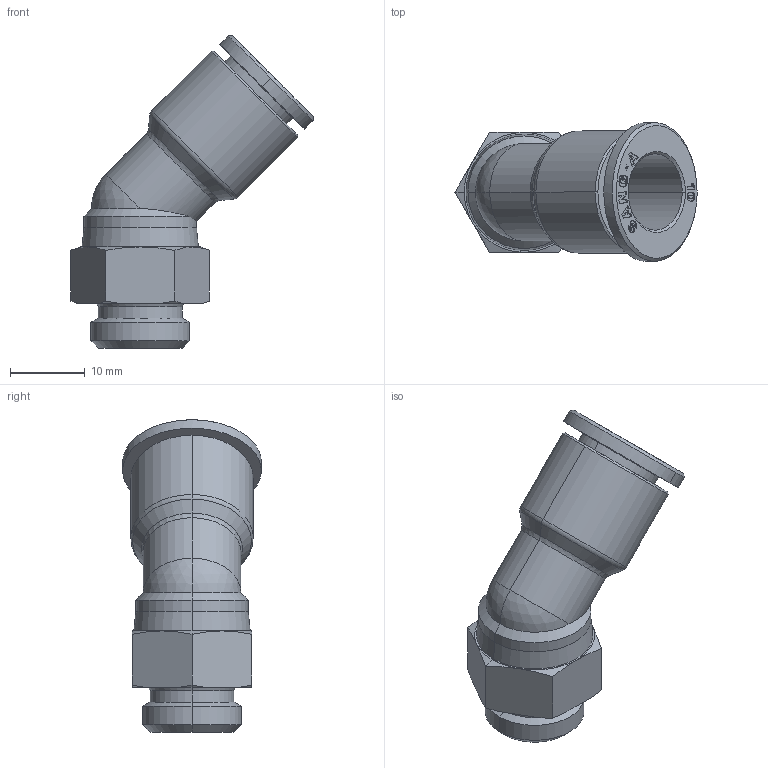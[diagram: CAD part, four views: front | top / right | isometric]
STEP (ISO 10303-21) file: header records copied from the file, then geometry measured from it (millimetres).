
FILE_DESCRIPTION((''),'2;1');
FILE_NAME('GPL45 10G02(3D).stp','2012-12-21T09:42:40',(''),(''),'Mechanical Desktop.R8.0.24.0','Mechanical Desktop.R8.0.24.0',', , ');
FILE_SCHEMA(('CONFIG_CONTROL_DESIGN'));
Length unit declared in the file: millimetre
Products named in the file (2): GPL45 10G02(3D); 睡ヶ1
Assembly tree (1 placements, depth 2):
  GPL45 10G02(3D)
    睡ヶ1
Bounding box: 32.29 x 18.5 x 41.65 mm (x, y, z)
Volume: 5542.9 mm3; surface area: 3726.1 mm2
Topology: 1 solids, 1 shells, 459 faces, 1281 edges, 840 vertices
Faces by surface type: plane 390, cone 38, cylinder 17, bspline 10, sphere 2, torus 2
Entity records: 15077 total; most frequent: CARTESIAN_POINT 3263, ORIENTED_EDGE 2558, DIRECTION 2218, EDGE_CURVE 1279, VECTOR 1156, LINE 1156, VERTEX_POINT 840, AXIS2_PLACEMENT_3D 531
